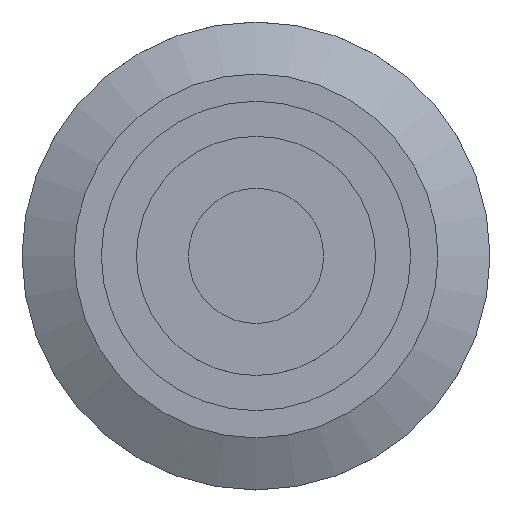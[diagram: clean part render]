
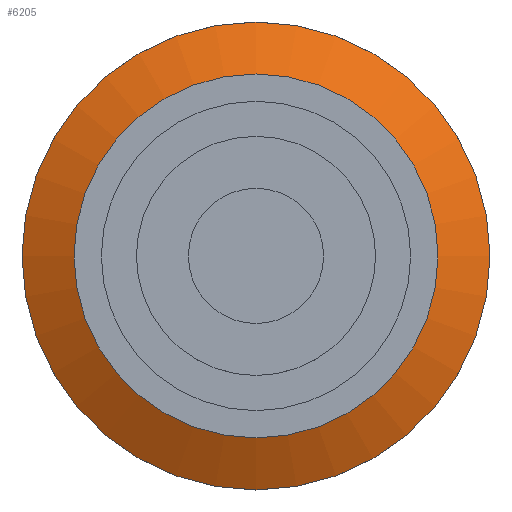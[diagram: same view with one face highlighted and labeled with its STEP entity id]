
A CAD part, top view. The second image highlights one B-rep face of the part: STEP entity #6205.
In plain terms, the highlighted conical face has half-angle 63.435 degrees and reference radius 8 mm.
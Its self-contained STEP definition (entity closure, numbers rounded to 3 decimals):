
#29=CONICAL_SURFACE('',#6997,8.,1.107);
#708=FACE_OUTER_BOUND('',#1117,.T.);
#1117=EDGE_LOOP('',(#5656,#5657,#5658,#5659,#5660,#5661));
#1513=CIRCLE('',#6988,9.);
#1515=CIRCLE('',#6990,9.);
#1517=CIRCLE('',#6994,7.);
#1518=CIRCLE('',#6995,7.);
#1963=LINE('',#11815,#2402);
#2402=VECTOR('',#8974,8.);
#2962=VERTEX_POINT('',#11797);
#2963=VERTEX_POINT('',#11798);
#2966=VERTEX_POINT('',#11808);
#2967=VERTEX_POINT('',#11809);
#3860=EDGE_CURVE('',#2962,#2963,#1513,.T.);
#3863=EDGE_CURVE('',#2963,#2962,#1515,.T.);
#3865=EDGE_CURVE('',#2966,#2967,#1517,.T.);
#3866=EDGE_CURVE('',#2967,#2966,#1518,.T.);
#3868=EDGE_CURVE('',#2962,#2967,#1963,.T.);
#5656=ORIENTED_EDGE('',*,*,#3860,.F.);
#5657=ORIENTED_EDGE('',*,*,#3868,.T.);
#5658=ORIENTED_EDGE('',*,*,#3865,.F.);
#5659=ORIENTED_EDGE('',*,*,#3866,.F.);
#5660=ORIENTED_EDGE('',*,*,#3868,.F.);
#5661=ORIENTED_EDGE('',*,*,#3863,.F.);
#6205=ADVANCED_FACE('',(#708),#29,.T.);
#6988=AXIS2_PLACEMENT_3D('',#11799,#8953,#8954);
#6990=AXIS2_PLACEMENT_3D('',#11803,#8958,#8959);
#6994=AXIS2_PLACEMENT_3D('',#11810,#8966,#8967);
#6995=AXIS2_PLACEMENT_3D('',#11811,#8968,#8969);
#6997=AXIS2_PLACEMENT_3D('',#11814,#8972,#8973);
#8953=DIRECTION('center_axis',(0.,0.,-1.));
#8954=DIRECTION('ref_axis',(1.,0.,0.));
#8958=DIRECTION('center_axis',(0.,0.,-1.));
#8959=DIRECTION('ref_axis',(1.,0.,0.));
#8966=DIRECTION('center_axis',(0.,0.,1.));
#8967=DIRECTION('ref_axis',(0.,1.,0.));
#8968=DIRECTION('center_axis',(0.,0.,1.));
#8969=DIRECTION('ref_axis',(0.,1.,0.));
#8972=DIRECTION('center_axis',(0.,0.,-1.));
#8973=DIRECTION('ref_axis',(0.,1.,0.));
#8974=DIRECTION('',(0.,0.894,0.447));
#11797=CARTESIAN_POINT('',(0.,-9.,17.));
#11798=CARTESIAN_POINT('',(-9.,0.,17.));
#11799=CARTESIAN_POINT('Origin',(0.,0.,
17.));
#11803=CARTESIAN_POINT('Origin',(0.,0.,
17.));
#11808=CARTESIAN_POINT('',(0.,7.,18.));
#11809=CARTESIAN_POINT('',(0.,-7.,18.));
#11810=CARTESIAN_POINT('Origin',(0.,0.,
18.));
#11811=CARTESIAN_POINT('Origin',(0.,0.,
18.));
#11814=CARTESIAN_POINT('Origin',(0.,0.,
17.5));
#11815=CARTESIAN_POINT('',(0.,-8.,17.5));
